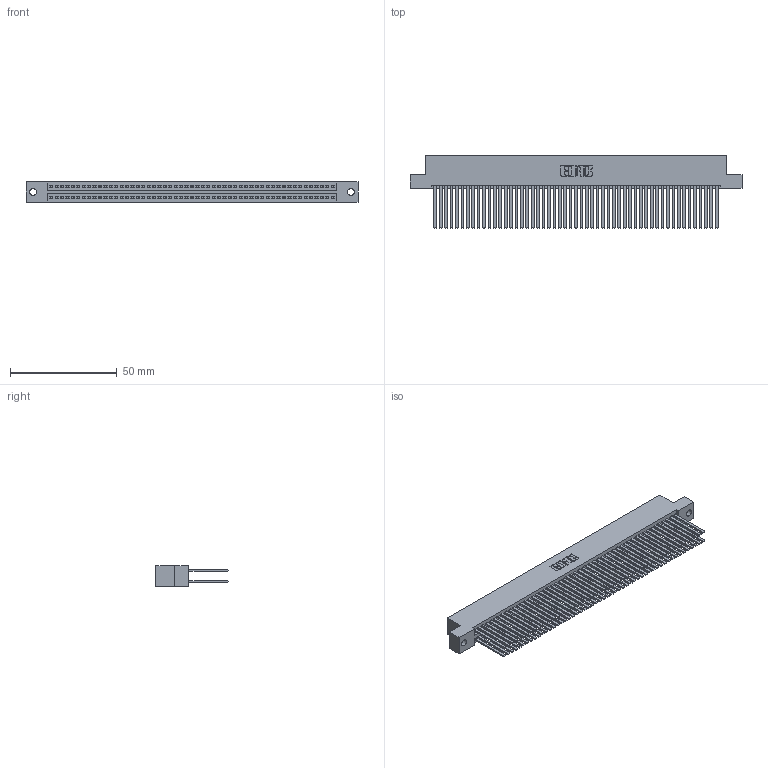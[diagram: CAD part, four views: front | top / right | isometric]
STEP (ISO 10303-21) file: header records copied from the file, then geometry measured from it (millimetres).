
FILE_DESCRIPTION (( 'STEP AP203' ), '1' );
FILE_NAME ('395-106-544-202.STEP', '2018-11-30T17:04:37', ( '' ), ( '' ), 'SwSTEP 2.0', 'SolidWorks 2016', '' );
FILE_SCHEMA (( 'CONFIG_CONTROL_DESIGN' ));
Length unit declared in the file: inch
Products named in the file (3): 345 Part_Flush Mounting Lugs - 0.128 Dia; 395-106-544-202; 345-292-001_345-293-144
Assembly tree (107 placements, depth 2):
  395-106-544-202
    345 Part_Flush Mounting Lugs - 0.128 Dia
    345-292-001_345-293-144  x106
Bounding box: 155.83 x 33.96 x 9.4 mm (x, y, z)
Volume: 16688.7 mm3; surface area: 28964.2 mm2
Topology: 107 solids, 107 shells, 4790 faces, 14227 edges, 9342 vertices
Faces by surface type: plane 3154, cylinder 1636
Entity records: 39923 total; most frequent: CARTESIAN_POINT 6680, ORIENTED_EDGE 6614, DIRECTION 5875, EDGE_CURVE 3307, LINE 2967, VECTOR 2967, VERTEX_POINT 2202, AXIS2_PLACEMENT_3D 1454
